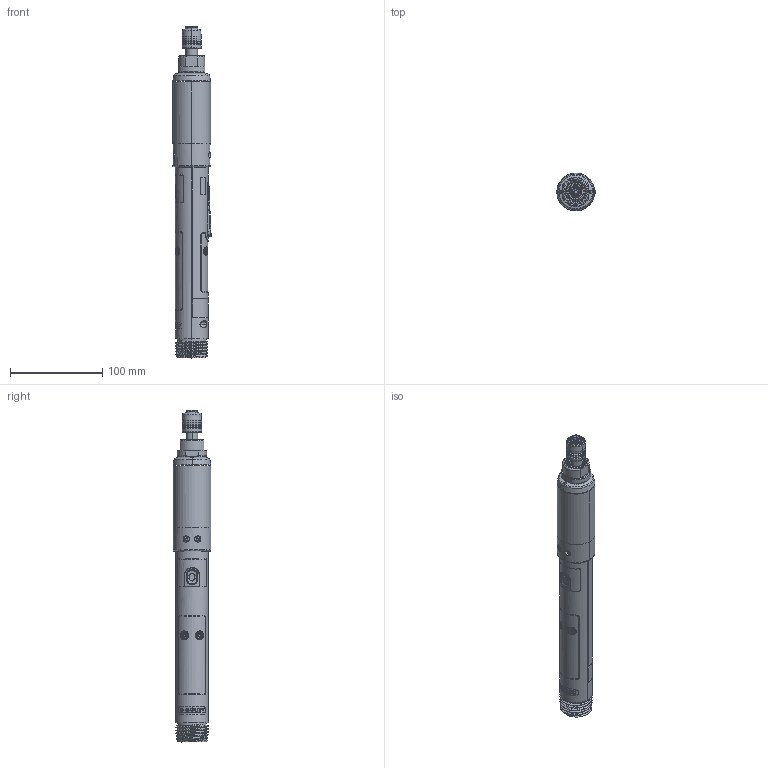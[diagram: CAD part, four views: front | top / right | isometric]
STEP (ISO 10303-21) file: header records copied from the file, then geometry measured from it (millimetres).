
FILE_DESCRIPTION((''),'2;1');
FILE_NAME('EB02LP-4','2012-02-17T',('EJF1116'),(''),'PRO/ENGINEER BY PARAMETRIC TECHNOLOGY CORPORATION, 2010430','PRO/ENGINEER BY PARAMETRIC TECHNOLOGY CORPORATION, 2010430','');
FILE_SCHEMA(('CONFIG_CONTROL_DESIGN'));
Length unit declared in the file: inch
Products named in the file (1): EB02LP-4
Bounding box: 41.44 x 40.77 x 359.32 mm (x, y, z)
Surface area: 69207.4 mm2 (no closed solid volume)
Topology: 0 solids, 125 shells, 534 faces, 2892 edges, 2450 vertices
Faces by surface type: cylinder 191, plane 151, bspline 106, torus 39, cone 36, extrusion 11
Entity records: 42934 total; most frequent: CARTESIAN_POINT 23678, ORIENTED_EDGE 3506, DIRECTION 3096, EDGE_CURVE 2892, VERTEX_POINT 2450, B_SPLINE_CURVE_WITH_KNOTS 1240, VECTOR 1086, LINE 1075
